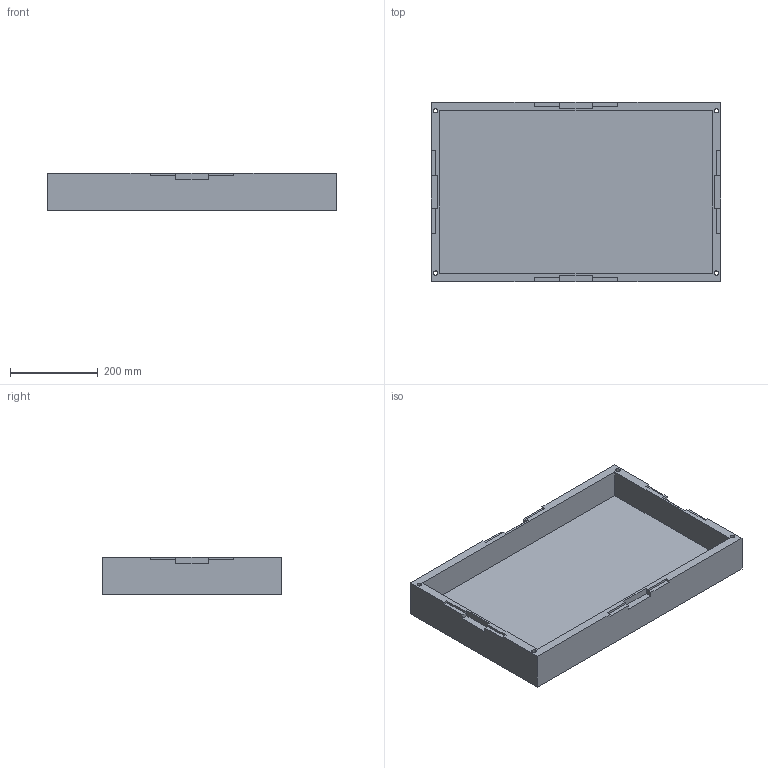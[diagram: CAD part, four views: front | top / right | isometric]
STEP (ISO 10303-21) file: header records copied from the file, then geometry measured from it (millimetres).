
FILE_DESCRIPTION(/* description */ (''),/* implementation_level */ '2;1');
FILE_NAME(/* name */ 'BAS MOULE DEF',/* time_stamp */ '2020-11-30T16:41:59+01:00',/* author */ (''),/* organization */ (''),/* preprocessor_version */ 'ST-DEVELOPER v16.5',/* originating_system */ '',/* authorisation */ '');
FILE_SCHEMA (('AUTOMOTIVE_DESIGN'));
Length unit declared in the file: millimetre
Products named in the file (1): Document
Bounding box: 660 x 410 x 86 mm (x, y, z)
Volume: 8016450.7 mm3; surface area: 867913.1 mm2
Topology: 1 solids, 1 shells, 59 faces, 168 edges, 112 vertices
Faces by surface type: bspline 59
Entity records: 3693 total; most frequent: CARTESIAN_POINT 1502, B_SPLINE_CURVE_WITH_KNOTS 464, ORIENTED_EDGE 336, PCURVE 336, DEFINITIONAL_REPRESENTATION 336, SURFACE_CURVE 168, EDGE_CURVE 168, VERTEX_POINT 112
